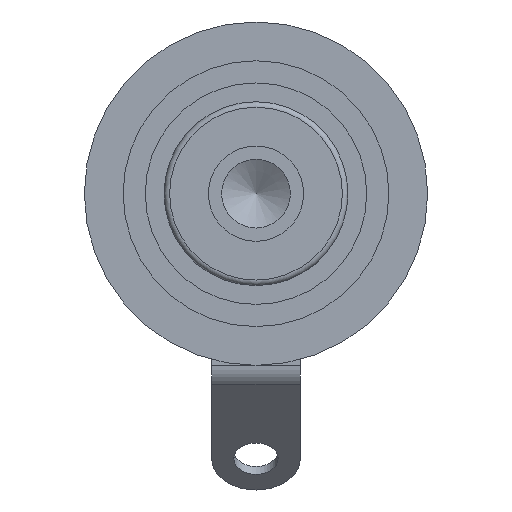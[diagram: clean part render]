
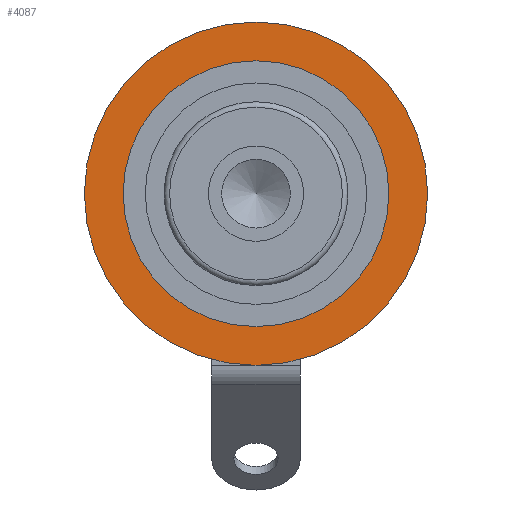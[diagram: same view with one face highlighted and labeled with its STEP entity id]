
A CAD part, front view. The second image highlights one B-rep face of the part: STEP entity #4087.
In plain terms, the highlighted planar face has unit normal (0, -1, 0).
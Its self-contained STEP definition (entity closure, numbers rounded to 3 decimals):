
#77=FACE_BOUND('',#832,.T.);
#326=CIRCLE('',#4386,4.05);
#327=CIRCLE('',#4389,4.05);
#329=CIRCLE('',#4392,7.75);
#571=FACE_OUTER_BOUND('',#831,.T.);
#831=EDGE_LOOP('',(#3720));
#832=EDGE_LOOP('',(#3721,#3722,#3723,#3724));
#1064=LINE('',#11240,#1277);
#1068=LINE('',#11249,#1281);
#1277=VECTOR('',#5064,10.);
#1281=VECTOR('',#5074,10.);
#1955=VERTEX_POINT('',#11238);
#1956=VERTEX_POINT('',#11239);
#1957=VERTEX_POINT('',#11244);
#1958=VERTEX_POINT('',#11248);
#1960=VERTEX_POINT('',#11256);
#2543=EDGE_CURVE('',#1955,#1956,#1064,.T.);
#2546=EDGE_CURVE('',#1957,#1955,#326,.T.);
#2548=EDGE_CURVE('',#1958,#1957,#1068,.T.);
#2550=EDGE_CURVE('',#1956,#1958,#327,.T.);
#2553=EDGE_CURVE('',#1960,#1960,#329,.T.);
#3720=ORIENTED_EDGE('',*,*,#2553,.F.);
#3721=ORIENTED_EDGE('',*,*,#2550,.F.);
#3722=ORIENTED_EDGE('',*,*,#2543,.F.);
#3723=ORIENTED_EDGE('',*,*,#2546,.F.);
#3724=ORIENTED_EDGE('',*,*,#2548,.F.);
#3860=PLANE('',#4394);
#4087=ADVANCED_FACE('',(#571,#77),#3860,.F.);
#4386=AXIS2_PLACEMENT_3D('',#11245,#5069,#5070);
#4389=AXIS2_PLACEMENT_3D('',#11252,#5078,#5079);
#4392=AXIS2_PLACEMENT_3D('',#11258,#5085,#5086);
#4394=AXIS2_PLACEMENT_3D('',#11260,#5089,#5090);
#5064=DIRECTION('',(1.,0.,0.));
#5069=DIRECTION('center_axis',(0.,-1.,0.));
#5070=DIRECTION('ref_axis',(-1.,0.,0.));
#5074=DIRECTION('',(-1.,0.,0.));
#5078=DIRECTION('center_axis',(0.,-1.,0.));
#5079=DIRECTION('ref_axis',(-1.,0.,0.));
#5085=DIRECTION('center_axis',(0.,1.,0.));
#5086=DIRECTION('ref_axis',(-1.,0.,0.));
#5089=DIRECTION('center_axis',(0.,1.,0.));
#5090=DIRECTION('ref_axis',(-1.,0.,0.));
#11238=CARTESIAN_POINT('',(-2.038,11.6,-3.5));
#11239=CARTESIAN_POINT('',(2.038,11.6,-3.5));
#11240=CARTESIAN_POINT('',(-2.038,11.6,-3.5));
#11244=CARTESIAN_POINT('',(-2.038,11.6,3.5));
#11245=CARTESIAN_POINT('Origin',(0.,11.6,0.));
#11248=CARTESIAN_POINT('',(2.038,11.6,3.5));
#11249=CARTESIAN_POINT('',(2.038,11.6,3.5));
#11252=CARTESIAN_POINT('Origin',(0.,11.6,0.));
#11256=CARTESIAN_POINT('',(7.75,11.6,0.));
#11258=CARTESIAN_POINT('Origin',(0.,11.6,0.));
#11260=CARTESIAN_POINT('Origin',(0.,11.6,0.));
